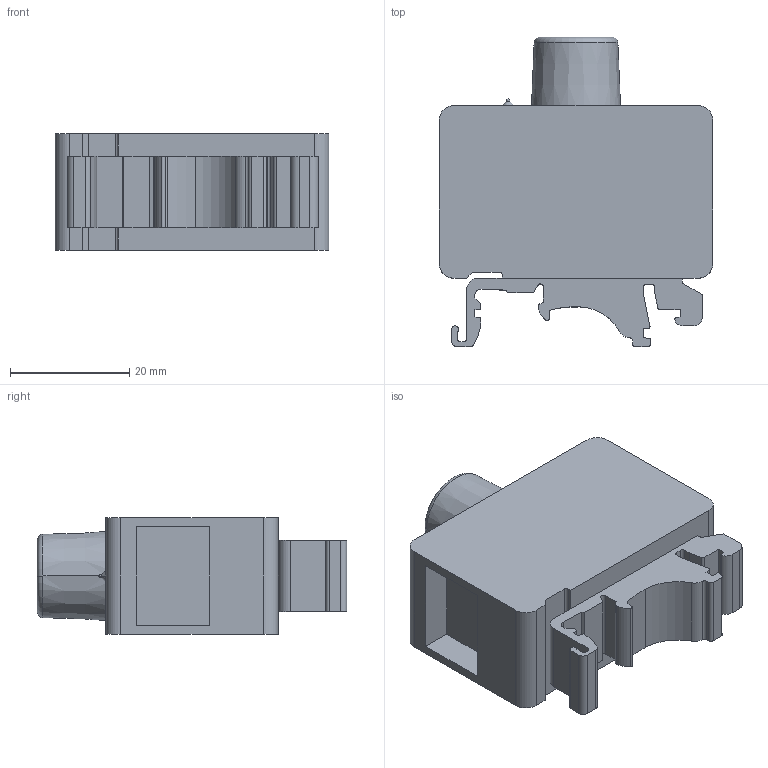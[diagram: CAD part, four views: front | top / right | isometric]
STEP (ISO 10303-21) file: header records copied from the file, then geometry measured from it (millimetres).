
FILE_DESCRIPTION((''),'2;1');
FILE_NAME('2_5RD','2023-11-07T',('dell'),(''),'PRO/ENGINEER BY PARAMETRIC TECHNOLOGY CORPORATION, 2013230','PRO/ENGINEER BY PARAMETRIC TECHNOLOGY CORPORATION, 2013230','');
FILE_SCHEMA(('AUTOMOTIVE_DESIGN { 1 0 10303 214 1 1 1 1 }'));
Length unit declared in the file: millimetre
Products named in the file (1): 2_5RD
Bounding box: 46 x 52 x 19.6 mm (x, y, z)
Volume: 28386.9 mm3; surface area: 8083.6 mm2
Topology: 1 solids, 1 shells, 101 faces, 282 edges, 185 vertices
Faces by surface type: plane 61, cylinder 32, cone 4, torus 2, bspline 2
Entity records: 3355 total; most frequent: CARTESIAN_POINT 622, ORIENTED_EDGE 560, DIRECTION 556, EDGE_CURVE 280, VECTOR 202, LINE 202, VERTEX_POINT 185, AXIS2_PLACEMENT_3D 177
